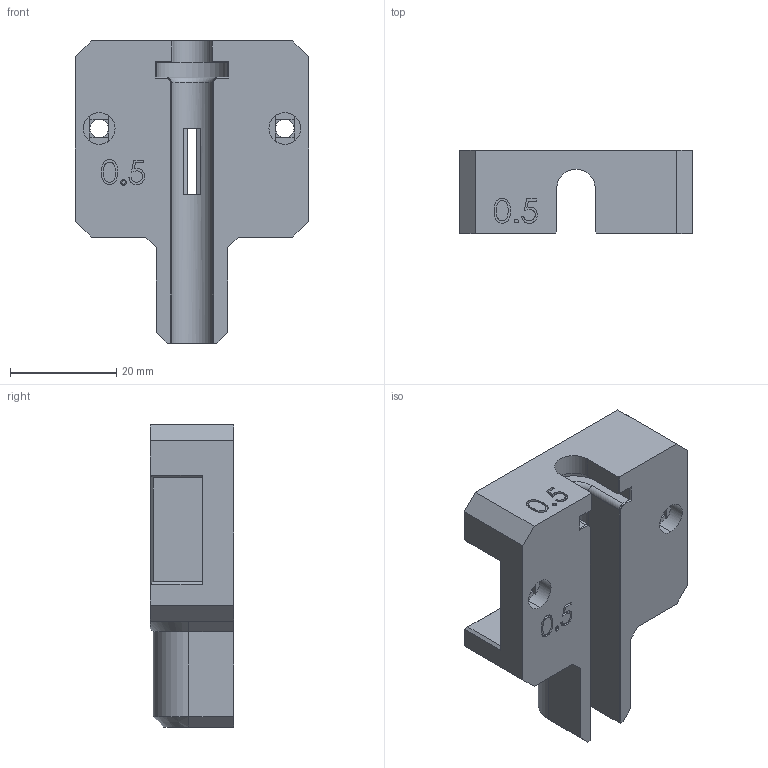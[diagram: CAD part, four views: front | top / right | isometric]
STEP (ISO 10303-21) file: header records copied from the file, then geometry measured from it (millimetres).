
FILE_DESCRIPTION (( 'STEP AP214' ), '1' );
FILE_NAME ('0.5mL Hamilton Holder v1.3.STEP', '2024-12-03T16:08:44', ( '' ), ( '' ), 'SwSTEP 2.0', 'SolidWorks 2024', '' );
FILE_SCHEMA (( 'AUTOMOTIVE_DESIGN' ));
Length unit declared in the file: millimetre
Products named in the file (1): 0.5mL Hamilton Holder v1.3
Bounding box: 44 x 15.68 x 57 mm (x, y, z)
Volume: 19005.7 mm3; surface area: 8406.6 mm2
Topology: 1 solids, 1 shells, 173 faces, 449 edges, 286 vertices
Faces by surface type: plane 106, bspline 46, cylinder 16, cone 4, torus 1
Entity records: 8547 total; most frequent: CARTESIAN_POINT 4576, ORIENTED_EDGE 898, DIRECTION 662, EDGE_CURVE 449, VECTOR 302, LINE 302, VERTEX_POINT 286, EDGE_LOOP 187
